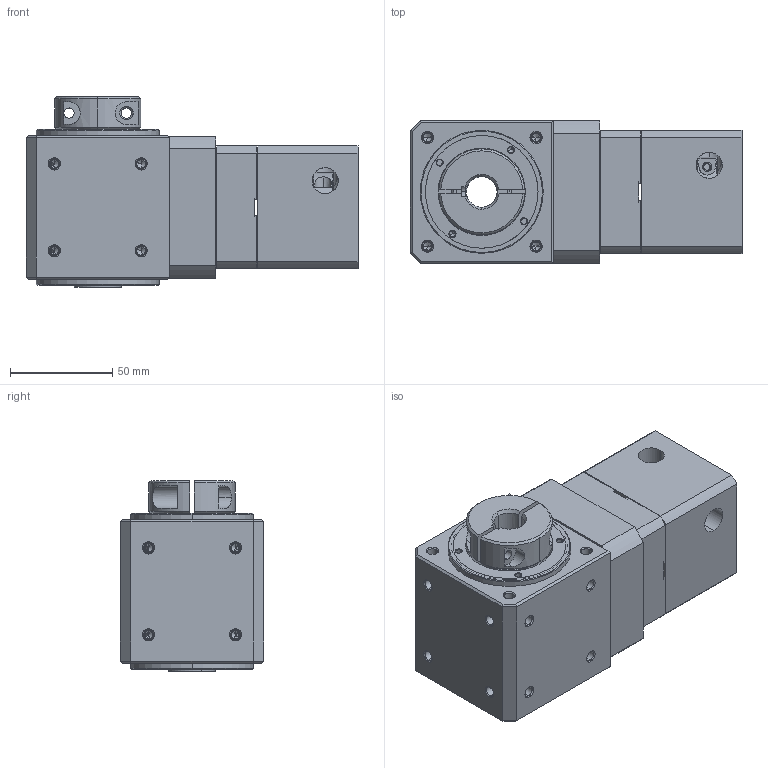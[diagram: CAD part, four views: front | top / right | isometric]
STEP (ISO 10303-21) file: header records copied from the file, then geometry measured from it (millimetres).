
FILE_DESCRIPTION(('HOOPS Exchange Step'),'2;1');
FILE_NAME('export-57B1AC13-7314-4240-8DE8-8B234EB93A38.stp','2022-08-05T16:10:12+02:00',('User'),('Alibre'),'HOOPS Exchange 2021.0','Alibre','Unknown authorisation');
FILE_SCHEMA( ('AP242_MANAGED_MODEL_BASED_3D_ENGINEERING_MIM_LF {1 0 10303 442 1 1 4 }') );
Length unit declared in the file: millimetre
Products named in the file (10): NONE; NONE_2; NONE_3; NONE_4; NONE_5; NONE_6; NONE_7; NONE_8; NONE_9; 5928 DCNC-RAG-F70 I=32 Right Angle Gearbox (60x60mm)
Assembly tree (9 placements, depth 2):
  5928 DCNC-RAG-F70 I=32 Right Angle Gearbox (60x60mm)
    NONE
    NONE_2
    NONE_3
    NONE_4
    NONE_5
    NONE_6
    NONE_7
    NONE_8
    NONE_9
Bounding box: 162 x 70 x 93 mm (x, y, z)
Volume: 428513.2 mm3; surface area: 144856.2 mm2
Topology: 9 solids, 9 shells, 940 faces, 2306 edges, 1371 vertices
Faces by surface type: cylinder 386, cone 319, plane 207, torus 28
Entity records: 29149 total; most frequent: CARTESIAN_POINT 6178, DIRECTION 5218, ORIENTED_EDGE 4430, EDGE_CURVE 2215, AXIS2_PLACEMENT_3D 2131, VERTEX_POINT 1371, CIRCLE 1158, EDGE_LOOP 1132
